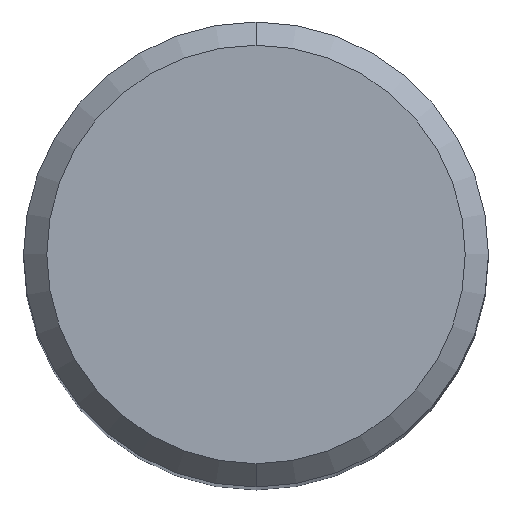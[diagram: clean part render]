
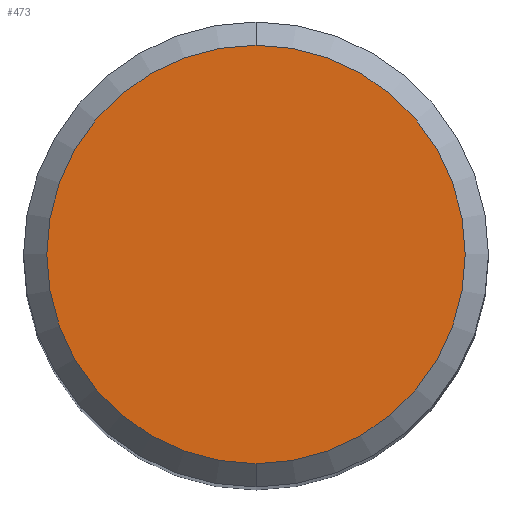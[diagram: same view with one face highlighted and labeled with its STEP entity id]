
A CAD part, top view. The second image highlights one B-rep face of the part: STEP entity #473.
In plain terms, the highlighted planar face has unit normal (0, 0, 1).
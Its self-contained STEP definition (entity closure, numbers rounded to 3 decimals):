
#473=ADVANCED_FACE('',(#1085),#1086,.T.);
#623=EDGE_CURVE('',#637,#665,#1251,.T.);
#637=VERTEX_POINT('',#1265);
#665=VERTEX_POINT('',#1295);
#709=EDGE_CURVE('',#665,#637,#1342,.T.);
#1085=FACE_OUTER_BOUND('',#2615,.T.);
#1086=PLANE('',#2616);
#1251=CIRCLE('',#3947,5.4);
#1265=CARTESIAN_POINT('',(0.0,5.4,0.0));
#1295=CARTESIAN_POINT('',(0.,-5.4,0.0));
#1342=CIRCLE('',#4910,5.4);
#2615=EDGE_LOOP('',(#6356,#6357));
#2616=AXIS2_PLACEMENT_3D('',#6358,#6359,#6360);
#3947=AXIS2_PLACEMENT_3D('',#6523,#6524,#6525);
#4910=AXIS2_PLACEMENT_3D('',#6597,#6598,#6599);
#6356=ORIENTED_EDGE('',*,*,#623,.F.);
#6357=ORIENTED_EDGE('',*,*,#709,.F.);
#6358=CARTESIAN_POINT('',(0.0,2.7,0.0));
#6359=DIRECTION('',(-0.0,0.0,1.0));
#6360=DIRECTION('',(0.0,-1.0,0.0));
#6523=CARTESIAN_POINT('',(0.0,0.0,0.0));
#6524=DIRECTION('',(0.0,0.0,-1.0));
#6525=DIRECTION('',(0.0,1.0,0.0));
#6597=CARTESIAN_POINT('',(0.0,0.0,0.0));
#6598=DIRECTION('',(0.0,0.0,-1.0));
#6599=DIRECTION('',(0.0,1.0,0.0));
